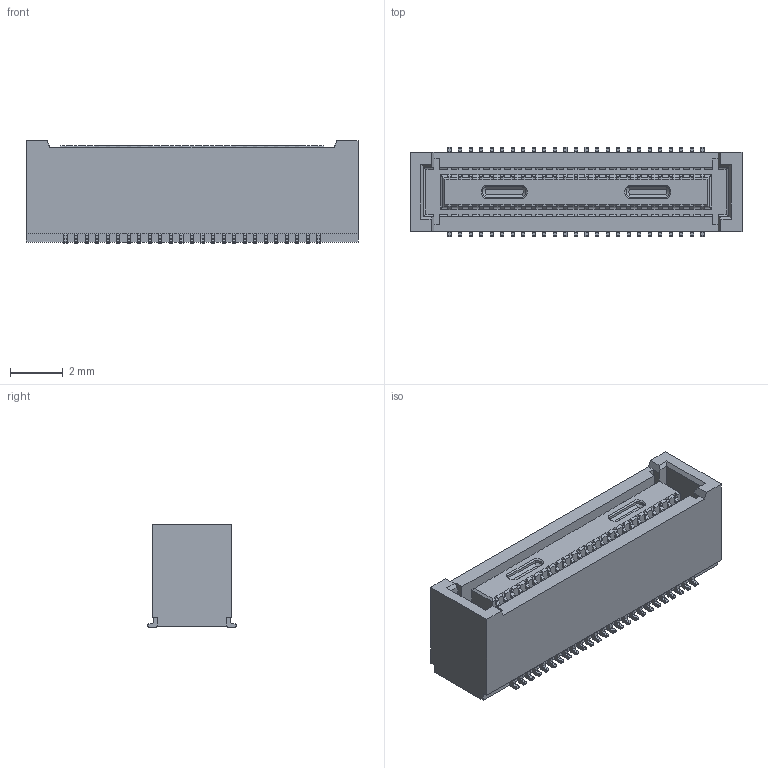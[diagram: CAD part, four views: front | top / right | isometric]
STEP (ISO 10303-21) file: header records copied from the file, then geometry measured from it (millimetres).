
FILE_DESCRIPTION( ('This file contains a STEP AP42 implementation' ,'as created by ZW3D STEP Interface translator.') ,'2;1' );
FILE_NAME( '3630-SXXX-039XXR01.stp' ,'23 313.12 039', (''), ('ZWCAD Software Co.'), 'Version 1.0', 'ZW3D to STEP translator', '' );
FILE_SCHEMA(('AUTOMOTIVE_DESIGN { 1 0 10303 214 1 1 1 1 }'));
Length unit declared in the file: millimetre
Products named in the file (2): 0; 3630-SXXX-039XXR01
Bounding box: 12.6 x 3.38 x 3.9 mm (x, y, z)
Volume: 121.8 mm3; surface area: 304.8 mm2
Topology: 1 solids, 51 shells, 2537 faces, 6872 edges, 4390 vertices
Faces by surface type: plane 1763, cylinder 766, bspline 8
Entity records: 82228 total; most frequent: CARTESIAN_POINT 14816, ORIENTED_EDGE 13652, DIRECTION 13408, EDGE_CURVE 6826, VECTOR 5132, LINE 5132, VERTEX_POINT 4390, AXIS2_PLACEMENT_3D 4138
